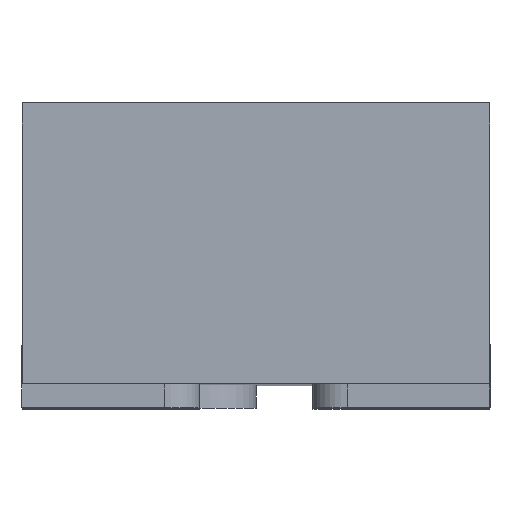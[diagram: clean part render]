
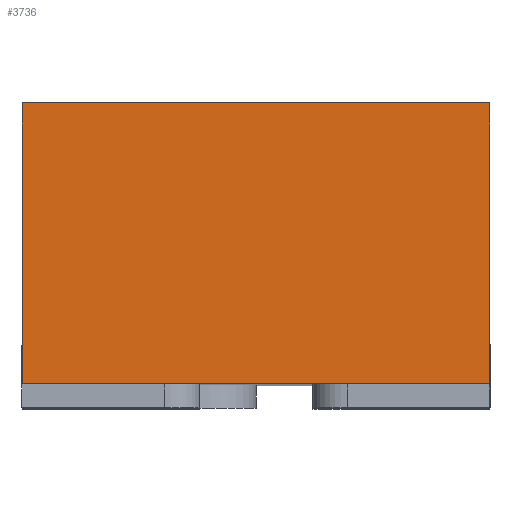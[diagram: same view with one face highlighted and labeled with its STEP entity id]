
A CAD part, top view. The second image highlights one B-rep face of the part: STEP entity #3736.
In plain terms, the highlighted planar face has unit normal (0, 0, 1).
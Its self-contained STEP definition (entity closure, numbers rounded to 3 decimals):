
#392 = ORIENTED_EDGE ( 'NONE', *, *, #1468, .F. ) ;
#469 = LINE ( 'NONE', #3013, #1171 ) ;
#529 = VECTOR ( 'NONE', #1918, 1000. ) ;
#537 = CARTESIAN_POINT ( 'NONE',  ( 0.5, 0.65, 1.25 ) ) ;
#1069 = LINE ( 'NONE', #2217, #4393 ) ;
#1165 = CARTESIAN_POINT ( 'NONE',  ( -0.5, 0.05, 1.25 ) ) ;
#1171 = VECTOR ( 'NONE', #4367, 1000. ) ;
#1316 = CARTESIAN_POINT ( 'NONE',  ( -0.5, 0.65, 1.25 ) ) ;
#1352 = ORIENTED_EDGE ( 'NONE', *, *, #4375, .T. ) ;
#1468 = EDGE_CURVE ( 'NONE', #2707, #1830, #3308, .T. ) ;
#1614 = CARTESIAN_POINT ( 'NONE',  ( 0.5, -2.693, 1.25 ) ) ;
#1635 = FACE_OUTER_BOUND ( 'NONE', #3408, .T. ) ;
#1830 = VERTEX_POINT ( 'NONE', #1165 ) ;
#1886 = CARTESIAN_POINT ( 'NONE',  ( -0.5, -2.693, 1.25 ) ) ;
#1918 = DIRECTION ( 'NONE',  ( -1., 0., 0. ) ) ;
#2044 = EDGE_CURVE ( 'NONE', #2680, #2580, #469, .T. ) ;
#2197 = DIRECTION ( 'NONE',  ( 0., 0., 1. ) ) ;
#2217 = CARTESIAN_POINT ( 'NONE',  ( -0.5, -2.693, 1.25 ) ) ;
#2256 = DIRECTION ( 'NONE',  ( 0., 1., 0. ) ) ;
#2580 = VERTEX_POINT ( 'NONE', #537 ) ;
#2645 = LINE ( 'NONE', #1614, #3242 ) ;
#2680 = VERTEX_POINT ( 'NONE', #1316 ) ;
#2707 = VERTEX_POINT ( 'NONE', #3077 ) ;
#3005 = AXIS2_PLACEMENT_3D ( 'NONE', #1886, #2197, #3259 ) ;
#3006 = CARTESIAN_POINT ( 'NONE',  ( -0.5, 0.05, 1.25 ) ) ;
#3013 = CARTESIAN_POINT ( 'NONE',  ( -0.5, 0.65, 1.25 ) ) ;
#3077 = CARTESIAN_POINT ( 'NONE',  ( 0.5, 0.05, 1.25 ) ) ;
#3207 = PLANE ( 'NONE',  #3005 ) ;
#3242 = VECTOR ( 'NONE', #4017, 1000. ) ;
#3259 = DIRECTION ( 'NONE',  ( 1., 0., 0. ) ) ;
#3308 = LINE ( 'NONE', #3006, #529 ) ;
#3408 = EDGE_LOOP ( 'NONE', ( #392, #1352, #3581, #4205 ) ) ;
#3581 = ORIENTED_EDGE ( 'NONE', *, *, #2044, .F. ) ;
#3736 = ADVANCED_FACE ( 'NONE', ( #1635 ), #3207, .T. ) ;
#4017 = DIRECTION ( 'NONE',  ( 0., 1., 0. ) ) ;
#4202 = EDGE_CURVE ( 'NONE', #1830, #2680, #1069, .T. ) ;
#4205 = ORIENTED_EDGE ( 'NONE', *, *, #4202, .F. ) ;
#4367 = DIRECTION ( 'NONE',  ( 1., 0., 0. ) ) ;
#4375 = EDGE_CURVE ( 'NONE', #2707, #2580, #2645, .T. ) ;
#4393 = VECTOR ( 'NONE', #2256, 1000. ) ;
